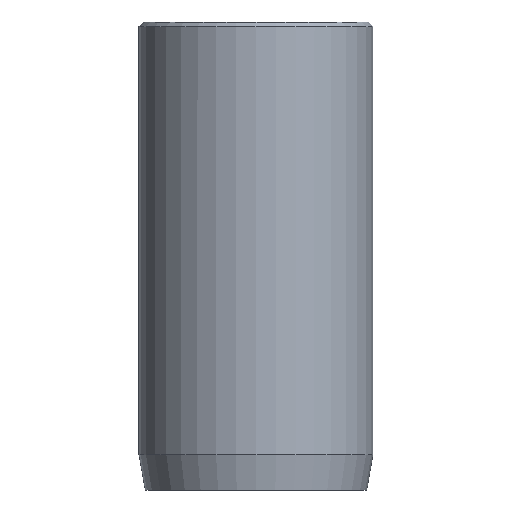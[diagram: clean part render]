
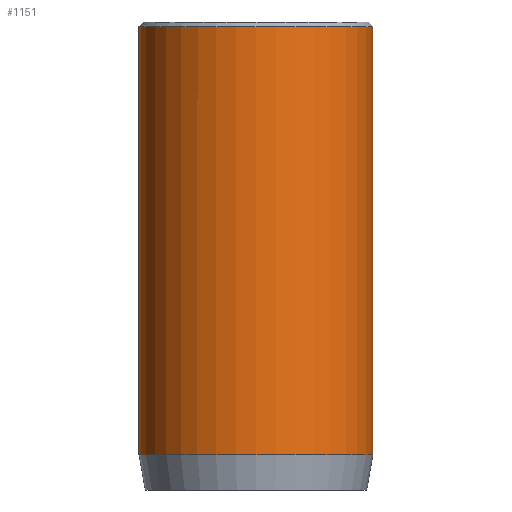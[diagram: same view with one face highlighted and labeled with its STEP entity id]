
A CAD part, front view. The second image highlights one B-rep face of the part: STEP entity #1151.
In plain terms, the highlighted cylindrical face has radius 5 mm (diameter 10 mm), a partial arc.
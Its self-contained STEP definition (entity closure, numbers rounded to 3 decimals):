
#109 = CARTESIAN_POINT ( 'NONE',  ( 5., 0., 19.8 ) ) ;
#128 = VECTOR ( 'NONE', #1173, 1000. ) ;
#155 = CARTESIAN_POINT ( 'NONE',  ( 0., 0., 19.8 ) ) ;
#222 = DIRECTION ( 'NONE',  ( -1., 0., 0. ) ) ;
#263 = DIRECTION ( 'NONE',  ( 1., 0., 0. ) ) ;
#273 = AXIS2_PLACEMENT_3D ( 'NONE', #155, #807, #263 ) ;
#376 = CARTESIAN_POINT ( 'NONE',  ( 5., 0., 1.5 ) ) ;
#377 = CARTESIAN_POINT ( 'NONE',  ( 5., 0., 20. ) ) ;
#385 = CYLINDRICAL_SURFACE ( 'NONE', #1146, 5. ) ;
#386 = LINE ( 'NONE', #486, #1067 ) ;
#398 = VERTEX_POINT ( 'NONE', #376 ) ;
#418 = CIRCLE ( 'NONE', #841, 5. ) ;
#425 = DIRECTION ( 'NONE',  ( 1., 0., 0. ) ) ;
#438 = DIRECTION ( 'NONE',  ( 0., 0., 1. ) ) ;
#442 = CARTESIAN_POINT ( 'NONE',  ( 0., 0., 1.5 ) ) ;
#447 = ORIENTED_EDGE ( 'NONE', *, *, #638, .T. ) ;
#460 = DIRECTION ( 'NONE',  ( 0., 0., -1. ) ) ;
#484 = VERTEX_POINT ( 'NONE', #971 ) ;
#486 = CARTESIAN_POINT ( 'NONE',  ( -5., 0., 20. ) ) ;
#517 = CARTESIAN_POINT ( 'NONE',  ( -5., 0., 19.8 ) ) ;
#520 = CIRCLE ( 'NONE', #273, 5. ) ;
#638 = EDGE_CURVE ( 'NONE', #484, #398, #418, .T. ) ;
#657 = FACE_OUTER_BOUND ( 'NONE', #660, .T. ) ;
#660 = EDGE_LOOP ( 'NONE', ( #1189, #908, #1084, #447 ) ) ;
#674 = EDGE_CURVE ( 'NONE', #693, #484, #386, .T. ) ;
#693 = VERTEX_POINT ( 'NONE', #517 ) ;
#745 = VERTEX_POINT ( 'NONE', #109 ) ;
#805 = EDGE_CURVE ( 'NONE', #745, #693, #520, .T. ) ;
#807 = DIRECTION ( 'NONE',  ( 0., 0., -1. ) ) ;
#841 = AXIS2_PLACEMENT_3D ( 'NONE', #442, #438, #425 ) ;
#905 = LINE ( 'NONE', #377, #128 ) ;
#908 = ORIENTED_EDGE ( 'NONE', *, *, #805, .T. ) ;
#912 = EDGE_CURVE ( 'NONE', #745, #398, #905, .T. ) ;
#951 = CARTESIAN_POINT ( 'NONE',  ( 0., 0., 20. ) ) ;
#971 = CARTESIAN_POINT ( 'NONE',  ( -5., 0., 1.5 ) ) ;
#1067 = VECTOR ( 'NONE', #460, 1000. ) ;
#1084 = ORIENTED_EDGE ( 'NONE', *, *, #674, .T. ) ;
#1128 = DIRECTION ( 'NONE',  ( 0., 0., -1. ) ) ;
#1146 = AXIS2_PLACEMENT_3D ( 'NONE', #951, #1128, #222 ) ;
#1151 = ADVANCED_FACE ( 'NONE', ( #657 ), #385, .T. ) ;
#1173 = DIRECTION ( 'NONE',  ( 0., 0., -1. ) ) ;
#1189 = ORIENTED_EDGE ( 'NONE', *, *, #912, .F. ) ;
